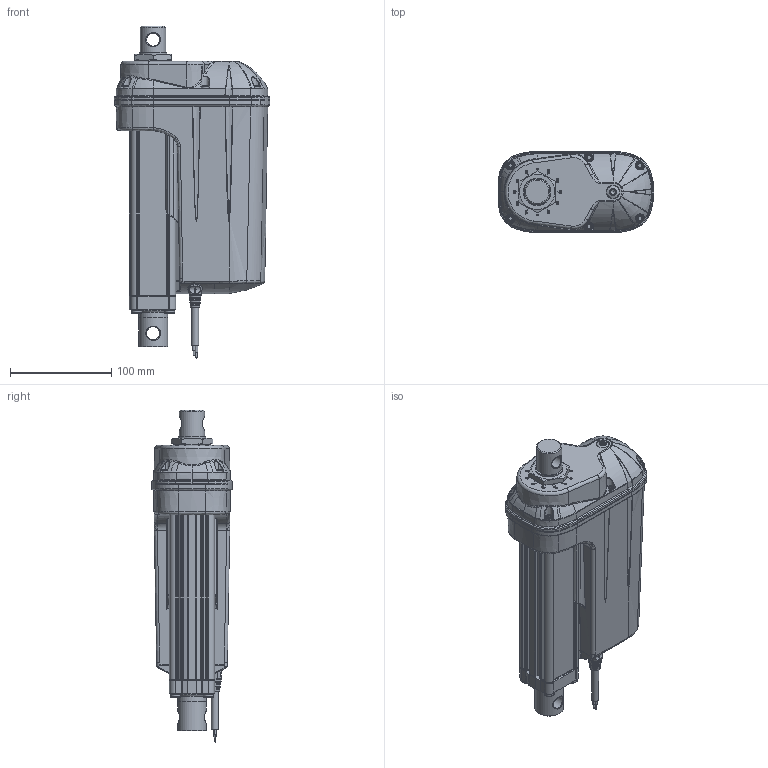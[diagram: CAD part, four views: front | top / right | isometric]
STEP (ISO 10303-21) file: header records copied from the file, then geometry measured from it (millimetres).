
FILE_DESCRIPTION( ('This file contains a STEP AP42 implementation' ,'as created by ZW3D STEP Interface translator.' ,'') ,'2;1' );
FILE_NAME( 'FY020-100-290(陔褲极).stp' ,'25 924.15 318', (''), ('ZWCAD Software Co.'), 'Version 1.0', 'ZW3D to STEP translator', '' );
FILE_SCHEMA(('AUTOMOTIVE_DESIGN { 1 0 10303 214 1 1 1 1 }'));
Length unit declared in the file: millimetre
Products named in the file (44): 0; FY020-400-590(陔褲极); FY020.sldasm-Part-27-3; FY020.sldasm-Part-23-3; FY020.sldasm-Part-20-3; FY020.sldasm-Part-16-3; FY020.sldasm-Part-48-3; FY020.sldasm-Part-48-3_sub2; FY020.sldasm-Part-48-3_sub1; FY020.sldasm-Part-48-3_sub1_sub1; FY020.sldasm-Part-15-3; FY020.sldasm-Part-10-3; FY020.sldasm-Part-9-3; FY020.sldasm-Part-8-3; FY020.sldasm-Part-8-3_sub1; FY020.sldasm-Part-8-3_sub2; FY020.sldasm-Part-8-31; FY020.sldasm-Part-8-32; FY020.sldasm-Part-8-33; _18. (18) 1-3; FY020.sldasm-Part-8-34; FY020褲极1陔; FY020褲极1陔_sub3; FY020褲极1陔_sub2; FY020褲极1陔_sub1; FY020.sldasm-Part-6-3; FY020.sldasm-Part-59-3; FY020.sldasm-Part-1-3; FY020.sldasm-Part-56-3; FY020.sldasm-Part-56-3_sub1; FY020.sldasm-Part-56-3_sub2; FY020.sldasm-Part-56-3_sub3; FY020.sldasm-Part-56-3_sub4; FY020.sldasm-Part-56-3_sub5; FY020.sldasm-Part-56-3_sub6; FY020.sldasm-Part-56-3_sub7; 傷裔蚾饜; 躇猾; 楊擘; FY020褲极菜え ...
Assembly tree (50 placements, depth 4):
  0
  FY020-400-590(陔褲极)
    FY020.sldasm-Part-27-3
    FY020.sldasm-Part-23-3
    FY020.sldasm-Part-20-3
    FY020.sldasm-Part-16-3
    FY020.sldasm-Part-48-3
      FY020.sldasm-Part-48-3_sub2
      FY020.sldasm-Part-48-3_sub1
        FY020.sldasm-Part-48-3_sub1_sub1
    FY020.sldasm-Part-15-3
    FY020.sldasm-Part-10-3
    FY020.sldasm-Part-9-3
    FY020.sldasm-Part-8-3
      FY020.sldasm-Part-8-3_sub1
      FY020.sldasm-Part-8-3_sub2
    FY020.sldasm-Part-8-31
      FY020.sldasm-Part-8-3_sub1
      FY020.sldasm-Part-8-3_sub2
    FY020.sldasm-Part-8-32
      FY020.sldasm-Part-8-3_sub1
      FY020.sldasm-Part-8-3_sub2
    FY020.sldasm-Part-8-33
      FY020.sldasm-Part-8-3_sub1
      FY020.sldasm-Part-8-3_sub2
    _18. (18) 1-3
    FY020.sldasm-Part-8-34
      FY020.sldasm-Part-8-3_sub1
      FY020.sldasm-Part-8-3_sub2
    FY020褲极1陔
      FY020褲极1陔_sub3
      FY020褲极1陔_sub2
      FY020褲极1陔_sub1
    FY020.sldasm-Part-6-3
    FY020.sldasm-Part-59-3
    FY020.sldasm-Part-1-3
    FY020.sldasm-Part-56-3
      FY020.sldasm-Part-56-3_sub1
      FY020.sldasm-Part-56-3_sub2
      FY020.sldasm-Part-56-3_sub3
      FY020.sldasm-Part-56-3_sub4
      FY020.sldasm-Part-56-3_sub5
      FY020.sldasm-Part-56-3_sub6
      FY020.sldasm-Part-56-3_sub7
    傷裔蚾饜
      躇猾
      楊擘
    FY020褲极菜え
    FY020.sldasm-Part-47-3
    FY020.sldasm-Part-44-3
    FY020.sldasm-Part-43-3
    FY020.sldasm-Part-30-3
Bounding box: 154 x 80 x 328 mm (x, y, z)
Volume: 1730579.3 mm3; surface area: 224085.7 mm2
Topology: 27 solids, 39 shells, 2025 faces, 5221 edges, 3355 vertices
Faces by surface type: plane 693, bspline 587, cylinder 486, cone 134, torus 117, sphere 8
Full cylindrical faces by diameter (mm): 1.597 x1, 1.6 x1, 2.51 x1, 4 x6, 4.3 x1, 5 x5, 5.1 x4, 5.3 x1, 6.2 x6, 7 x1, 7.3 x6, 8 x1, 9.9 x5, 10 x1, 10.2 x1, 11 x1, 12.3 x1, 13 x2, 14.6 x1, 17.5 x1, 18 x1, 24 x2, 25 x1, 26 x6, 27 x7, 28 x1, 28.5 x2, 30.6 x1, 34.2 x1, 39 x2
Entity records: 95630 total; most frequent: CARTESIAN_POINT 49760, ORIENTED_EDGE 9890, DIRECTION 7439, EDGE_CURVE 4953, VERTEX_POINT 3188, AXIS2_PLACEMENT_3D 2658, VECTOR 2123, LINE 2123
